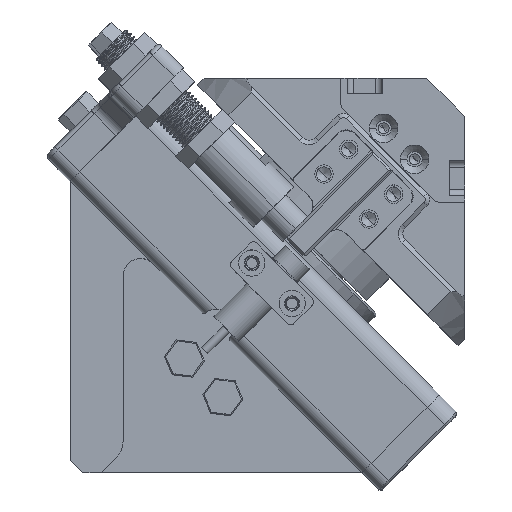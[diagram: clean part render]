
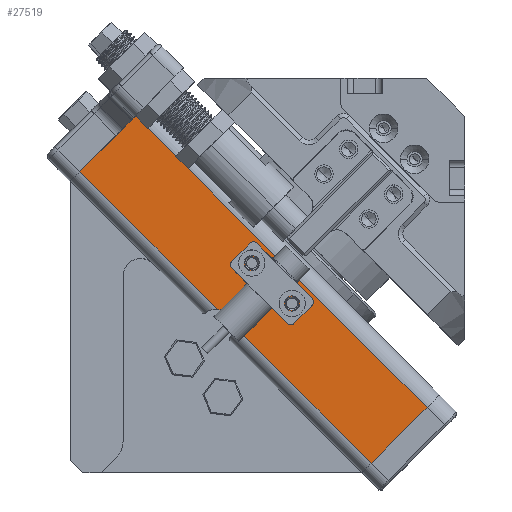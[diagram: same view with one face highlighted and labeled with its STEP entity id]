
A CAD part, top view. The second image highlights one B-rep face of the part: STEP entity #27519.
In plain terms, the highlighted planar face has unit normal (0, 0, 1).
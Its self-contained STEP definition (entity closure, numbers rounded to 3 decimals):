
#2078 = VERTEX_POINT ( 'NONE', #37273 ) ;
#2471 = ORIENTED_EDGE ( 'NONE', *, *, #29135, .T. ) ;
#4673 = DIRECTION ( 'NONE',  ( 0., 0., -1. ) ) ;
#6116 = DIRECTION ( 'NONE',  ( 0., -1., 0. ) ) ;
#8905 = DIRECTION ( 'NONE',  ( 0., -1., 0. ) ) ;
#10762 = VECTOR ( 'NONE', #81862, 1000. ) ;
#11656 = CARTESIAN_POINT ( 'NONE',  ( 51.419, -20.691, 137.098 ) ) ;
#12278 = EDGE_LOOP ( 'NONE', ( #63604, #69603 ) ) ;
#12591 = CARTESIAN_POINT ( 'NONE',  ( 40.677, -11.499, 137.098 ) ) ;
#13833 = CIRCLE ( 'NONE', #50951, 4. ) ;
#14151 = EDGE_CURVE ( 'NONE', #87176, #71119, #37807, .T. ) ;
#14300 = CIRCLE ( 'NONE', #48513, 1.55 ) ;
#17968 = CARTESIAN_POINT ( 'NONE',  ( 39.127, -11.499, 137.098 ) ) ;
#18327 = VERTEX_POINT ( 'NONE', #11656 ) ;
#19149 = VECTOR ( 'NONE', #31472, 1000. ) ;
#19925 = CARTESIAN_POINT ( 'NONE',  ( 42.227, -11.499, 137.098 ) ) ;
#20330 = CARTESIAN_POINT ( 'NONE',  ( 2.493, 4.058, 137.098 ) ) ;
#20568 = EDGE_CURVE ( 'NONE', #83309, #88205, #55347, .T. ) ;
#23029 = CARTESIAN_POINT ( 'NONE',  ( 49.869, -20.691, 137.098 ) ) ;
#23863 = FACE_OUTER_BOUND ( 'NONE', #68886, .T. ) ;
#25834 = CARTESIAN_POINT ( 'NONE',  ( 49.869, -20.691, 137.098 ) ) ;
#26316 = AXIS2_PLACEMENT_3D ( 'NONE', #23029, #37437, #8905 ) ;
#27020 = CIRCLE ( 'NONE', #46260, 1.55 ) ;
#27309 = CARTESIAN_POINT ( 'NONE',  ( 1.432, 9.361, 137.098 ) ) ;
#27341 = DIRECTION ( 'NONE',  ( 0.707, -0.707, 0. ) ) ;
#27519 = ADVANCED_FACE ( 'NONE', ( #61168, #41429, #23863 ), #34116, .T. ) ;
#27945 = EDGE_LOOP ( 'NONE', ( #41628, #49201 ) ) ;
#28050 = VECTOR ( 'NONE', #52190, 1000. ) ;
#29135 = EDGE_CURVE ( 'NONE', #83257, #29327, #13833, .T. ) ;
#29327 = VERTEX_POINT ( 'NONE', #69381 ) ;
#29385 = LINE ( 'NONE', #86491, #10762 ) ;
#30597 = VERTEX_POINT ( 'NONE', #19925 ) ;
#31472 = DIRECTION ( 'NONE',  ( -0.707, -0.707, 0. ) ) ;
#31567 = EDGE_CURVE ( 'NONE', #2078, #18327, #67253, .T. ) ;
#34116 = PLANE ( 'NONE',  #84321 ) ;
#35239 = LINE ( 'NONE', #75604, #69181 ) ;
#35569 = ORIENTED_EDGE ( 'NONE', *, *, #20568, .T. ) ;
#37273 = CARTESIAN_POINT ( 'NONE',  ( 48.319, -20.691, 137.098 ) ) ;
#37437 = DIRECTION ( 'NONE',  ( 0., 0., -1. ) ) ;
#37807 = LINE ( 'NONE', #59397, #19149 ) ;
#39448 = DIRECTION ( 'NONE',  ( -0.707, -0.707, 0. ) ) ;
#40747 = CIRCLE ( 'NONE', #26316, 1.55 ) ;
#41383 = DIRECTION ( 'NONE',  ( 0., 0., -1. ) ) ;
#41429 = FACE_BOUND ( 'NONE', #27945, .T. ) ;
#41628 = ORIENTED_EDGE ( 'NONE', *, *, #63293, .T. ) ;
#44561 = LINE ( 'NONE', #56786, #28050 ) ;
#46260 = AXIS2_PLACEMENT_3D ( 'NONE', #12591, #41383, #6116 ) ;
#48513 = AXIS2_PLACEMENT_3D ( 'NONE', #57411, #86148, #57128 ) ;
#48645 = AXIS2_PLACEMENT_3D ( 'NONE', #25834, #4673, #81334 ) ;
#49201 = ORIENTED_EDGE ( 'NONE', *, *, #80166, .T. ) ;
#49875 = EDGE_CURVE ( 'NONE', #18327, #2078, #40747, .T. ) ;
#49921 = VECTOR ( 'NONE', #62188, 1000. ) ;
#50951 = AXIS2_PLACEMENT_3D ( 'NONE', #81996, #53540, #39448 ) ;
#52190 = DIRECTION ( 'NONE',  ( 0.707, -0.707, 0. ) ) ;
#53540 = DIRECTION ( 'NONE',  ( 0., 0., -1. ) ) ;
#53882 = EDGE_CURVE ( 'NONE', #88205, #87176, #29385, .T. ) ;
#55347 = LINE ( 'NONE', #69474, #49921 ) ;
#56745 = EDGE_CURVE ( 'NONE', #29327, #83309, #44561, .T. ) ;
#56786 = CARTESIAN_POINT ( 'NONE',  ( 4.614, 6.179, 137.098 ) ) ;
#57128 = DIRECTION ( 'NONE',  ( 0., -1., 0. ) ) ;
#57411 = CARTESIAN_POINT ( 'NONE',  ( 40.677, -11.499, 137.098 ) ) ;
#58158 = CARTESIAN_POINT ( 'NONE',  ( 67.9, -57.107, 137.098 ) ) ;
#58388 = ORIENTED_EDGE ( 'NONE', *, *, #53882, .T. ) ;
#59397 = CARTESIAN_POINT ( 'NONE',  ( -0.689, 7.24, 137.098 ) ) ;
#61168 = FACE_BOUND ( 'NONE', #12278, .T. ) ;
#62188 = DIRECTION ( 'NONE',  ( 0.707, 0.707, 0. ) ) ;
#63293 = EDGE_CURVE ( 'NONE', #30597, #87035, #14300, .T. ) ;
#63604 = ORIENTED_EDGE ( 'NONE', *, *, #49875, .T. ) ;
#64890 = CARTESIAN_POINT ( 'NONE',  ( 80.628, -44.379, 137.098 ) ) ;
#65344 = ORIENTED_EDGE ( 'NONE', *, *, #85542, .T. ) ;
#67253 = CIRCLE ( 'NONE', #48645, 1.55 ) ;
#68886 = EDGE_LOOP ( 'NONE', ( #58388, #80126, #65344, #2471, #82740, #35569 ) ) ;
#69181 = VECTOR ( 'NONE', #89703, 1000. ) ;
#69324 = DIRECTION ( 'NONE',  ( 0., 0., 1. ) ) ;
#69381 = CARTESIAN_POINT ( 'NONE',  ( 36.537, -25.744, 137.098 ) ) ;
#69474 = CARTESIAN_POINT ( 'NONE',  ( 65.779, -59.228, 137.098 ) ) ;
#69603 = ORIENTED_EDGE ( 'NONE', *, *, #31567, .T. ) ;
#69669 = CARTESIAN_POINT ( 'NONE',  ( 14.16, 22.089, 137.098 ) ) ;
#71119 = VERTEX_POINT ( 'NONE', #27309 ) ;
#75604 = CARTESIAN_POINT ( 'NONE',  ( 4.614, 6.179, 137.098 ) ) ;
#78353 = CARTESIAN_POINT ( 'NONE',  ( 32.796, -22.002, 137.098 ) ) ;
#80126 = ORIENTED_EDGE ( 'NONE', *, *, #14151, .T. ) ;
#80166 = EDGE_CURVE ( 'NONE', #87035, #30597, #27020, .T. ) ;
#81334 = DIRECTION ( 'NONE',  ( 0., -1., 0. ) ) ;
#81862 = DIRECTION ( 'NONE',  ( -0.707, 0.707, 0. ) ) ;
#81996 = CARTESIAN_POINT ( 'NONE',  ( 32.545, -25.994, 137.098 ) ) ;
#82740 = ORIENTED_EDGE ( 'NONE', *, *, #56745, .T. ) ;
#83257 = VERTEX_POINT ( 'NONE', #78353 ) ;
#83309 = VERTEX_POINT ( 'NONE', #58158 ) ;
#84321 = AXIS2_PLACEMENT_3D ( 'NONE', #20330, #69324, #27341 ) ;
#85542 = EDGE_CURVE ( 'NONE', #71119, #83257, #35239, .T. ) ;
#86148 = DIRECTION ( 'NONE',  ( 0., 0., -1. ) ) ;
#86491 = CARTESIAN_POINT ( 'NONE',  ( 17.342, 18.907, 137.098 ) ) ;
#87035 = VERTEX_POINT ( 'NONE', #17968 ) ;
#87176 = VERTEX_POINT ( 'NONE', #69669 ) ;
#88205 = VERTEX_POINT ( 'NONE', #64890 ) ;
#89703 = DIRECTION ( 'NONE',  ( 0.707, -0.707, 0. ) ) ;
